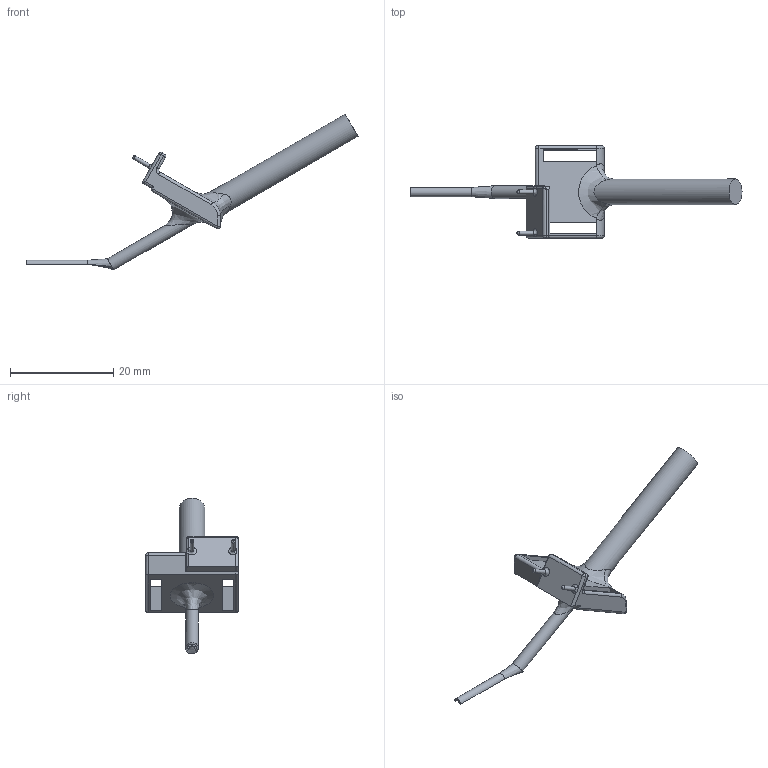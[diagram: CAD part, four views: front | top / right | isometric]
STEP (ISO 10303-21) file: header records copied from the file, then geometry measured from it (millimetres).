
FILE_DESCRIPTION(/* description */ (''),/* implementation_level */ '2;1');
FILE_NAME(/* name */ 'Rat Tool Revised.step',/* time_stamp */ '2025-12-10T09:08:37-08:00',/* author */ (''),/* organization */ (''),/* preprocessor_version */ 'ST-DEVELOPER v20.1',/* originating_system */ 'Autodesk Translation Framework v14.21.0.0',/* authorisation */ '');
FILE_SCHEMA (('AUTOMOTIVE_DESIGN { 1 0 10303 214 3 1 1 }'));
Length unit declared in the file: millimetre
Products named in the file (2): Rat Tool Revised; Placement Tool
Assembly tree (1 placements, depth 2):
  Rat Tool Revised
    Placement Tool
Bounding box: 64.44 x 18 x 30.25 mm (x, y, z)
Volume: 1738.1 mm3; surface area: 1738.6 mm2
Topology: 1 solids, 1 shells, 84 faces, 205 edges, 122 vertices
Faces by surface type: cylinder 30, plane 26, bspline 17, torus 6, sphere 5
Full cylindrical faces by diameter (mm): 0.75 x2, 2.5 x1, 5 x1
Entity records: 3100 total; most frequent: CARTESIAN_POINT 1086, DIRECTION 425, ORIENTED_EDGE 408, EDGE_CURVE 204, AXIS2_PLACEMENT_3D 165, VERTEX_POINT 122, LINE 95, VECTOR 95
